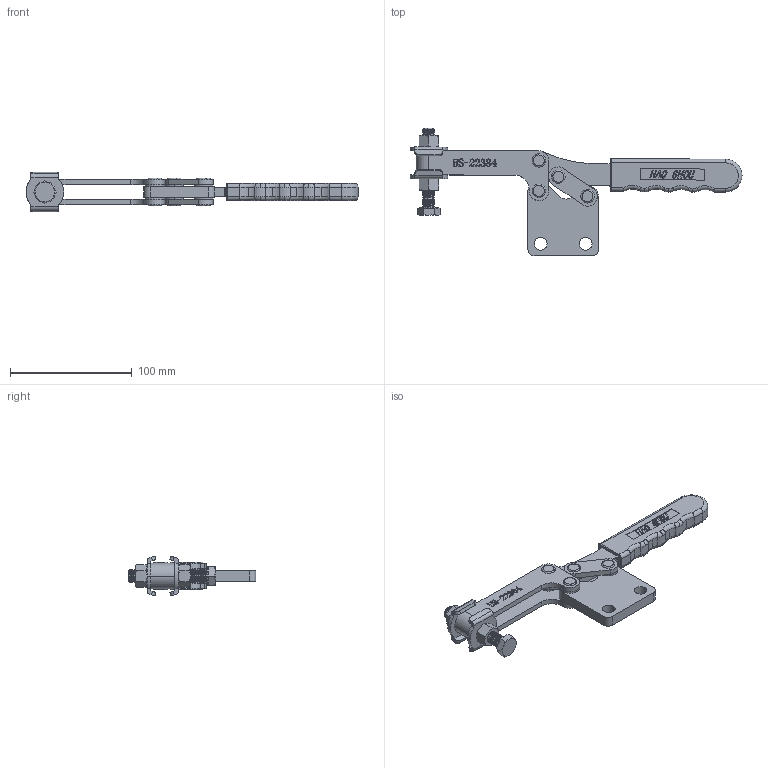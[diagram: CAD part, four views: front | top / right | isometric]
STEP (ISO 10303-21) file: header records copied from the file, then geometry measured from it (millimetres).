
FILE_DESCRIPTION (( 'STEP AP203' ), '1' );
FILE_NAME ('HS-22384 .STEP', '2021-07-09T12:19:39', ( '微软用户' ), ( '微软中国' ), 'SwSTEP 2.0', 'SolidWorks 2012', '' );
FILE_SCHEMA (( 'CONFIG_CONTROL_DESIGN' ));
Length unit declared in the file: millimetre
Products named in the file (12): HS-22384 ; hex nut gradec_bsi_Hexagon Nut ISO - 4034 - M10 - N; hex bolt gradeab_bsi_ISO 4014 - M10 x 65 x 65-S; 侐源杶818; FW-21384; 蟀裝1; 菜え; 綠菜; 忒參; 揤參; 眻菁釱; 种
Assembly tree (23 placements, depth 2):
  HS-22384 
    种  x4
    眻菁釱
    揤參
    忒參
    綠菜  x4
    菜え  x4
    蟀裝1  x2
    FW-21384  x2
    侐源杶818
    hex bolt gradeab_bsi_ISO 4014 - M10 x 65 x 65-S
    hex nut gradec_bsi_Hexagon Nut ISO - 4034 - M10 - N  x2
Bounding box: 273.02 x 104.77 x 32.62 mm (x, y, z)
Volume: 116110.7 mm3; surface area: 64167.2 mm2
Topology: 23 solids, 23 shells, 1274 faces, 3321 edges, 2154 vertices
Faces by surface type: plane 517, cylinder 254, bspline 239, cone 212, torus 52
Entity records: 49299 total; most frequent: CARTESIAN_POINT 20517, ORIENTED_EDGE 6030, DIRECTION 5059, EDGE_CURVE 3015, VERTEX_POINT 1958, LINE 1755, VECTOR 1755, AXIS2_PLACEMENT_3D 1652
